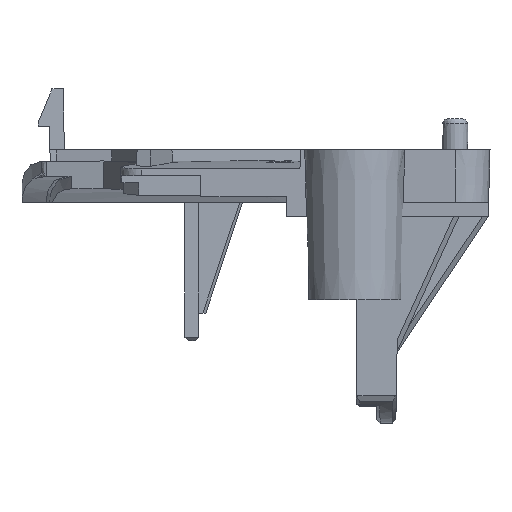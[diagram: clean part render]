
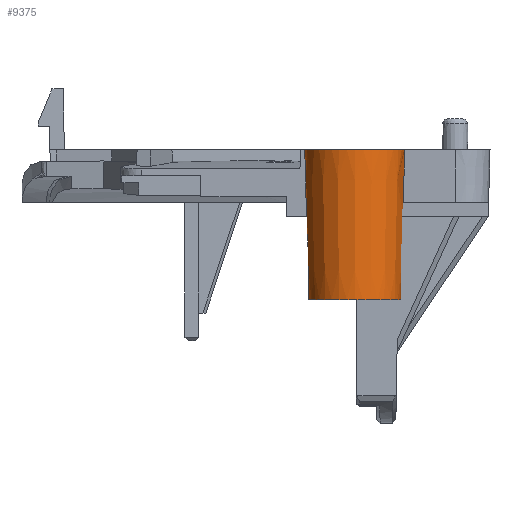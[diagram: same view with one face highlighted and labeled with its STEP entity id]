
A CAD part, left-side view. The second image highlights one B-rep face of the part: STEP entity #9375.
In plain terms, the highlighted conical face has half-angle 1.5 degrees and reference radius 3.327 mm.
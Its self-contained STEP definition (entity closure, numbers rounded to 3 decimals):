
#91=CONICAL_SURFACE('',#10037,3.327,0.026);
#379=CIRCLE('',#10038,3.611);
#380=CIRCLE('',#10039,3.485);
#381=CIRCLE('',#10040,3.512);
#382=CIRCLE('',#10041,3.611);
#383=CIRCLE('',#10042,3.327);
#760=FACE_OUTER_BOUND('',#1262,.T.);
#1262=EDGE_LOOP('',(#7563,#7564,#7565,#7566,#7567,#7568,#7569,#7570,#7571,
#7572));
#1593=B_SPLINE_CURVE_WITH_KNOTS('',2,(#16889,#16890,#16891),
 .UNSPECIFIED.,.F.,.F.,(3,3),(2.604,2.694),
 .UNSPECIFIED.);
#2299=LINE('',#16882,#3238);
#2300=LINE('',#16895,#3239);
#2301=LINE('',#16898,#3240);
#3238=VECTOR('',#11830,10.);
#3239=VECTOR('',#11839,10.);
#3240=VECTOR('',#11842,3.327);
#4217=VERTEX_POINT('',#16878);
#4218=VERTEX_POINT('',#16880);
#4219=VERTEX_POINT('',#16884);
#4220=VERTEX_POINT('',#16886);
#4221=VERTEX_POINT('',#16888);
#4222=VERTEX_POINT('',#16892);
#4223=VERTEX_POINT('',#16894);
#4224=VERTEX_POINT('',#16897);
#5447=EDGE_CURVE('',#4217,#4218,#2299,.F.);
#5448=EDGE_CURVE('',#4217,#4219,#379,.F.);
#5449=EDGE_CURVE('',#4218,#4220,#380,.F.);
#5450=EDGE_CURVE('',#4220,#4221,#1593,.F.);
#5451=EDGE_CURVE('',#4222,#4221,#381,.F.);
#5452=EDGE_CURVE('',#4223,#4222,#2300,.T.);
#5453=EDGE_CURVE('',#4219,#4223,#382,.F.);
#5454=EDGE_CURVE('',#4219,#4224,#2301,.T.);
#5455=EDGE_CURVE('',#4224,#4224,#383,.T.);
#7563=ORIENTED_EDGE('',*,*,#5448,.F.);
#7564=ORIENTED_EDGE('',*,*,#5447,.T.);
#7565=ORIENTED_EDGE('',*,*,#5449,.T.);
#7566=ORIENTED_EDGE('',*,*,#5450,.T.);
#7567=ORIENTED_EDGE('',*,*,#5451,.F.);
#7568=ORIENTED_EDGE('',*,*,#5452,.F.);
#7569=ORIENTED_EDGE('',*,*,#5453,.F.);
#7570=ORIENTED_EDGE('',*,*,#5454,.T.);
#7571=ORIENTED_EDGE('',*,*,#5455,.F.);
#7572=ORIENTED_EDGE('',*,*,#5454,.F.);
#9375=ADVANCED_FACE('',(#760),#91,.T.);
#10037=AXIS2_PLACEMENT_3D('',#16883,#11831,#11832);
#10038=AXIS2_PLACEMENT_3D('',#16885,#11833,#11834);
#10039=AXIS2_PLACEMENT_3D('',#16887,#11835,#11836);
#10040=AXIS2_PLACEMENT_3D('',#16893,#11837,#11838);
#10041=AXIS2_PLACEMENT_3D('',#16896,#11840,#11841);
#10042=AXIS2_PLACEMENT_3D('',#16899,#11843,#11844);
#11830=DIRECTION('',(0.,0.026,1.));
#11831=DIRECTION('center_axis',(0.,0.,1.));
#11832=DIRECTION('ref_axis',(1.,0.,0.));
#11833=DIRECTION('center_axis',(0.,0.,-1.));
#11834=DIRECTION('ref_axis',(1.,0.,0.));
#11835=DIRECTION('center_axis',(0.,0.,1.));
#11836=DIRECTION('ref_axis',(1.,0.,0.));
#11837=DIRECTION('center_axis',(0.,0.,-1.));
#11838=DIRECTION('ref_axis',(1.,0.,0.));
#11839=DIRECTION('',(0.,0.026,-1.));
#11840=DIRECTION('center_axis',(0.,0.,-1.));
#11841=DIRECTION('ref_axis',(1.,0.,0.));
#11842=DIRECTION('',(0.026,0.,-1.));
#11843=DIRECTION('center_axis',(0.,0.,-1.));
#11844=DIRECTION('ref_axis',(1.,0.,0.));
#16878=CARTESIAN_POINT('',(-59.405,9.861,-0.82));
#16880=CARTESIAN_POINT('',(-59.406,9.735,-5.62));
#16882=CARTESIAN_POINT('',(-59.406,9.735,-5.62));
#16883=CARTESIAN_POINT('Origin',(-59.46,6.25,-11.67));
#16884=CARTESIAN_POINT('',(-63.071,6.25,-0.82));
#16885=CARTESIAN_POINT('Origin',(-59.46,6.25,-0.82));
#16886=CARTESIAN_POINT('',(-56.018,6.8,-5.62));
#16887=CARTESIAN_POINT('Origin',(-59.46,6.25,-5.62));
#16888=CARTESIAN_POINT('',(-55.988,6.774,-4.62));
#16889=CARTESIAN_POINT('Ctrl Pts',(-55.988,6.774,-4.62));
#16890=CARTESIAN_POINT('Ctrl Pts',(-56.003,6.787,-5.122));
#16891=CARTESIAN_POINT('Ctrl Pts',(-56.018,6.8,-5.62));
#16892=CARTESIAN_POINT('',(-59.46,2.738,-4.62));
#16893=CARTESIAN_POINT('Origin',(-59.46,6.25,-4.62));
#16894=CARTESIAN_POINT('',(-59.46,2.639,-0.82));
#16895=CARTESIAN_POINT('',(-59.46,2.923,-11.67));
#16896=CARTESIAN_POINT('Origin',(-59.46,6.25,-0.82));
#16897=CARTESIAN_POINT('',(-62.787,6.25,-11.67));
#16898=CARTESIAN_POINT('',(-62.787,6.25,-11.67));
#16899=CARTESIAN_POINT('Origin',(-59.46,6.25,-11.67));
